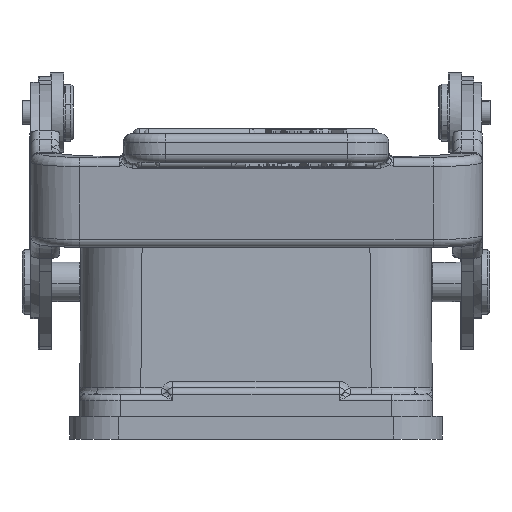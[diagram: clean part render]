
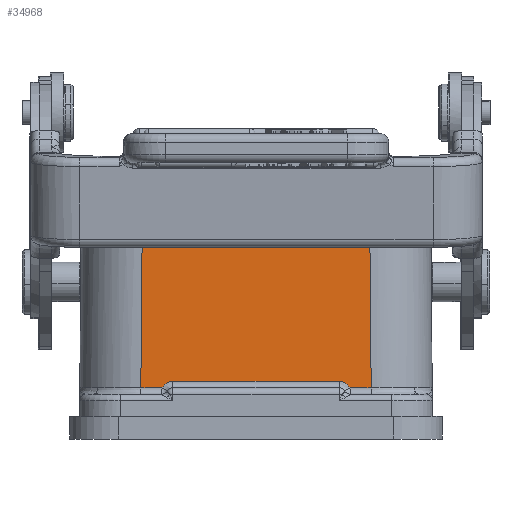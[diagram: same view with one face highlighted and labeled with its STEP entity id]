
A CAD part, left-side view. The second image highlights one B-rep face of the part: STEP entity #34968.
In plain terms, the highlighted planar face has unit normal (-1, 0, 0.009).
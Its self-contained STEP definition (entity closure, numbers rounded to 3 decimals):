
#5385=DIRECTION('',(0.,1.,0.));
#5386=VECTOR('',#5385,2.565);
#5387=CARTESIAN_POINT('',(10.85,34.486,-22.875));
#5388=LINE('',#5387,#5386);
#5389=DIRECTION('',(0.009,-0.009,1.));
#5390=VECTOR('',#5389,17.208);
#5391=CARTESIAN_POINT('',(10.85,37.05,-22.875));
#5392=LINE('',#5391,#5390);
#5393=DIRECTION('',(0.,-1.,0.));
#5394=VECTOR('',#5393,28.);
#5395=CARTESIAN_POINT('',(11.,36.9,-5.668));
#5396=LINE('',#5395,#5394);
#5397=DIRECTION('',(-0.009,-0.009,-1.));
#5398=VECTOR('',#5397,17.208);
#5399=CARTESIAN_POINT('',(11.,8.9,-5.668));
#5400=LINE('',#5399,#5398);
#5401=CARTESIAN_POINT('',(10.85,11.314,-22.875));
#5402=CARTESIAN_POINT('',(10.851,11.386,-22.752));
#5403=CARTESIAN_POINT('',(10.853,11.555,-22.532));
#5404=CARTESIAN_POINT('',(10.855,11.891,-22.274));
#5405=CARTESIAN_POINT('',(10.856,12.283,-22.112));
#5406=CARTESIAN_POINT('',(10.857,12.557,-22.076));
#5407=CARTESIAN_POINT('',(10.857,12.7,-22.075));
#5409=DIRECTION('',(0.,1.,0.));
#5410=VECTOR('',#5409,20.4);
#5411=CARTESIAN_POINT('',(10.857,12.7,-22.075));
#5412=LINE('',#5411,#5410);
#5413=CARTESIAN_POINT('',(10.857,33.1,-22.075));
#5414=CARTESIAN_POINT('',(10.857,33.243,-22.076));
#5415=CARTESIAN_POINT('',(10.856,33.517,-22.112));
#5416=CARTESIAN_POINT('',(10.855,33.909,-22.274));
#5417=CARTESIAN_POINT('',(10.853,34.245,-22.532));
#5418=CARTESIAN_POINT('',(10.851,34.414,-22.752));
#5419=CARTESIAN_POINT('',(10.85,34.486,-22.875));
#5695=DIRECTION('',(0.,-1.,0.));
#5696=VECTOR('',#5695,2.565);
#5697=CARTESIAN_POINT('',(10.85,11.314,-22.875));
#5698=LINE('',#5697,#5696);
#5716=CARTESIAN_POINT('',(11.,8.9,-5.668));
#20648=CARTESIAN_POINT('',(10.85,11.314,
-22.875));
#20649=VERTEX_POINT('',#20648);
#20650=CARTESIAN_POINT('',(10.857,12.7,-22.075));
#20651=VERTEX_POINT('',#20650);
#20654=CARTESIAN_POINT('',(10.857,33.1,
-22.075));
#20655=VERTEX_POINT('',#20654);
#20656=CARTESIAN_POINT('',(10.85,34.486,
-22.875));
#20658=VERTEX_POINT('',#20656);
#20672=CARTESIAN_POINT('',(10.85,37.05,
-22.875));
#20673=VERTEX_POINT('',#20672);
#20794=VERTEX_POINT('',#5716);
#20795=CARTESIAN_POINT('',(11.,36.9,
-5.668));
#20796=VERTEX_POINT('',#20795);
#20832=CARTESIAN_POINT('',(10.85,8.75,
-22.875));
#20833=VERTEX_POINT('',#20832);
#34947=CARTESIAN_POINT('',(10.925,22.9,
-14.272));
#34948=DIRECTION('',(1.,0.,-0.009));
#34949=DIRECTION('',(0.009,0.,1.));
#34950=AXIS2_PLACEMENT_3D('',#34947,#34948,#34949);
#34951=PLANE('',#34950);
#34953=ORIENTED_EDGE('',*,*,#34952,.T.);
#34954=ORIENTED_EDGE('',*,*,#34938,.T.);
#34955=ORIENTED_EDGE('',*,*,#34828,.T.);
#34957=ORIENTED_EDGE('',*,*,#34956,.T.);
#34959=ORIENTED_EDGE('',*,*,#34958,.F.);
#34961=ORIENTED_EDGE('',*,*,#34960,.T.);
#34963=ORIENTED_EDGE('',*,*,#34962,.T.);
#34965=ORIENTED_EDGE('',*,*,#34964,.T.);
#34966=EDGE_LOOP('',(#34953,#34954,#34955,#34957,#34959,#34961,#34963,#34965));
#34967=FACE_OUTER_BOUND('',#34966,.F.);
#5408=B_SPLINE_CURVE_WITH_KNOTS('',3,(#5401,#5402,#5403,#5404,#5405,#5406,
#5407),.UNSPECIFIED.,.F.,.F.,(4,1,1,1,4),(0.,0.25,0.5,0.75,1.),
.UNSPECIFIED.);
#5420=B_SPLINE_CURVE_WITH_KNOTS('',3,(#5413,#5414,#5415,#5416,#5417,#5418,
#5419),.UNSPECIFIED.,.F.,.F.,(4,1,1,1,4),(0.,0.25,0.5,0.75,1.),
.UNSPECIFIED.);
#34828=EDGE_CURVE('',#20796,#20794,#5396,.T.);
#34938=EDGE_CURVE('',#20673,#20796,#5392,.T.);
#34952=EDGE_CURVE('',#20658,#20673,#5388,.T.);
#34956=EDGE_CURVE('',#20794,#20833,#5400,.T.);
#34958=EDGE_CURVE('',#20649,#20833,#5698,.T.);
#34960=EDGE_CURVE('',#20649,#20651,#5408,.T.);
#34962=EDGE_CURVE('',#20651,#20655,#5412,.T.);
#34964=EDGE_CURVE('',#20655,#20658,#5420,.T.);
#34968=ADVANCED_FACE('',(#34967),#34951,.F.);
